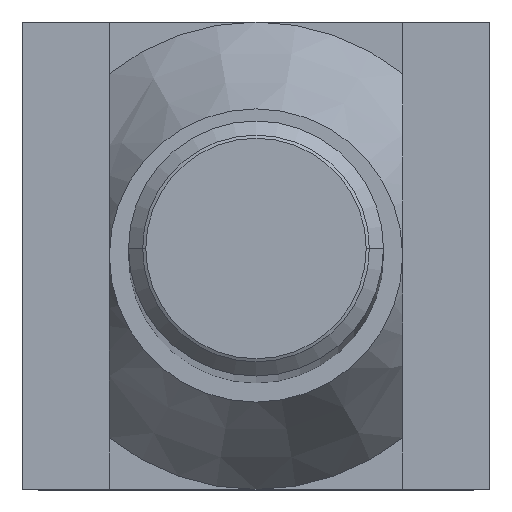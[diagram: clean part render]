
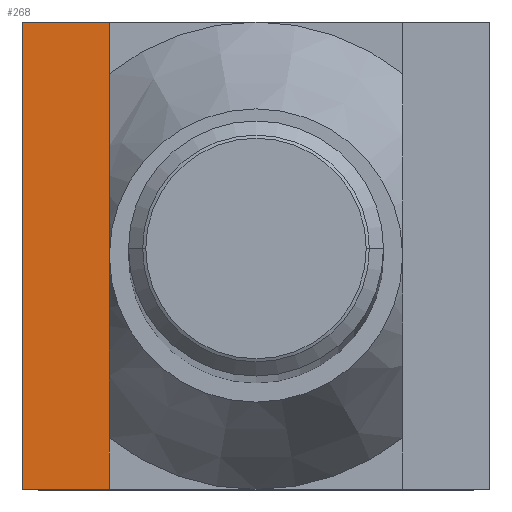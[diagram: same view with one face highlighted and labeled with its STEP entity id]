
A CAD part, top view. The second image highlights one B-rep face of the part: STEP entity #268.
In plain terms, the highlighted planar face has unit normal (0, 0, 1).
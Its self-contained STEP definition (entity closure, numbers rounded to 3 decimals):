
#212=VERTEX_POINT('',#476);
#220=VERTEX_POINT('',#484);
#222=EDGE_CURVE('',#212,#238,#486,.T.);
#224=EDGE_CURVE('',#238,#220,#488,.T.);
#226=EDGE_CURVE('',#372,#220,#490,.T.);
#238=VERTEX_POINT('',#502);
#240=EDGE_CURVE('',#372,#212,#504,.T.);
#268=ADVANCED_FACE('',(#535),#536,.T.);
#372=VERTEX_POINT('',#653);
#476=CARTESIAN_POINT('',(-22.0,22.0,0.));
#484=CARTESIAN_POINT('',(-13.8,-22.0,0.));
#486=LINE('',#784,#785);
#488=LINE('',#788,#789);
#490=LINE('',#792,#793);
#502=CARTESIAN_POINT('',(-22.0,-22.0,0.));
#504=LINE('',#833,#834);
#535=FACE_OUTER_BOUND('',#880,.T.);
#536=PLANE('',#881);
#653=CARTESIAN_POINT('',(-13.8,22.0,0.));
#784=CARTESIAN_POINT('',(-22.0,0.,0.));
#785=VECTOR('',#1154,1.0);
#788=CARTESIAN_POINT('',(-13.8,-22.0,0.));
#789=VECTOR('',#1155,1.0);
#792=CARTESIAN_POINT('',(-13.8,0.,0.));
#793=VECTOR('',#1156,1.0);
#833=CARTESIAN_POINT('',(-13.8,22.0,0.));
#834=VECTOR('',#1162,1.0);
#880=EDGE_LOOP('',(#1204,#1205,#1206,#1207));
#881=AXIS2_PLACEMENT_3D('',#1208,#1209,#1210);
#1154=DIRECTION('',(0.0,-1.0,0.));
#1155=DIRECTION('',(1.0,0.0,0.0));
#1156=DIRECTION('',(0.0,-1.0,0.));
#1162=DIRECTION('',(-1.0,0.0,0.0));
#1204=ORIENTED_EDGE('',*,*,#224,.T.);
#1205=ORIENTED_EDGE('',*,*,#226,.F.);
#1206=ORIENTED_EDGE('',*,*,#240,.T.);
#1207=ORIENTED_EDGE('',*,*,#222,.T.);
#1208=CARTESIAN_POINT('',(-22.0,0.,0.));
#1209=DIRECTION('',(0.0,0.,1.0));
#1210=DIRECTION('',(0.0,-1.0,0.));
